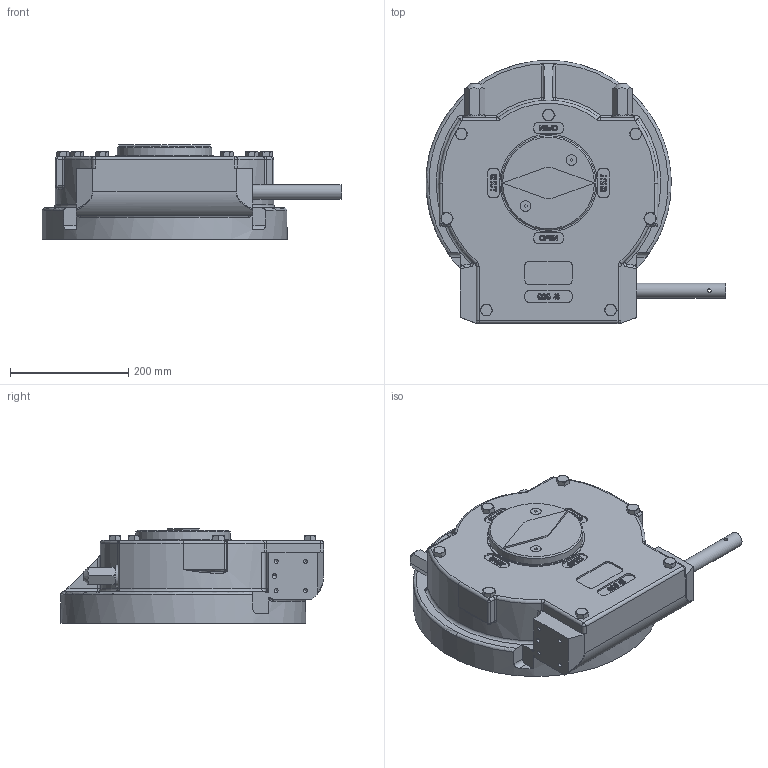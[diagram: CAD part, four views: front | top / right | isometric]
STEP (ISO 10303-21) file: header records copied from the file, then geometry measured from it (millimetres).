
FILE_DESCRIPTION( ( 'Unknown' ), '1' );
FILE_NAME( 'AB6800W LB LH.stp', 'Unknown', ( 'Unknown' ), ( 'Unknown' ), 'PSStep 15.0.49', 'Unknown', ' ' );
FILE_SCHEMA( ( 'AUTOMOTIVE_DESIGN { 1 0 10303 214 1 1 1 1 }' ) );
Length unit declared in the file: millimetre
Products named in the file (1): 22F0Z10000001
Bounding box: 507.07 x 445 x 159.9 mm (x, y, z)
Volume: 12592454.3 mm3; surface area: 1069308.2 mm2
Topology: 1 solids, 33 shells, 1496 faces, 3902 edges, 2469 vertices
Faces by surface type: plane 527, cylinder 400, torus 242, cone 221, sphere 42, extrusion 38, bspline 26
Full cylindrical faces by diameter (mm): 6 x1, 6.647 x18, 8 x8, 9 x2, 10.106 x14, 12 x7, 14 x7, 17.294 x2, 25 x1, 30 x1, 36 x2, 38 x2, 125.95 x2, 130 x6, 135 x1, 140 x1, 146 x1, 151.6 x1, 160 x1, 165 x1, 415 x1
Entity records: 66314 total; most frequent: CARTESIAN_POINT 20688, ORIENTED_EDGE 7230, DIRECTION 6455, EDGE_CURVE 3615, AXIS2_PLACEMENT_3D 2701, VERTEX_POINT 2401, EDGE_LOOP 1727, FACE_OUTER_BOUND 1588
